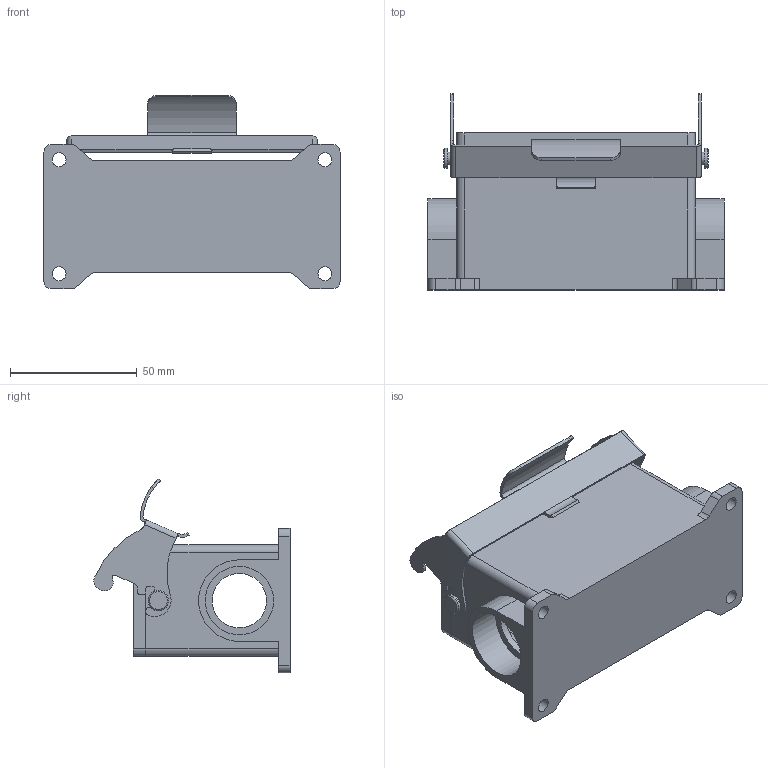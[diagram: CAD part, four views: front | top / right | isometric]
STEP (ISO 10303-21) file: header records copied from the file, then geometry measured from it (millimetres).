
FILE_DESCRIPTION (( 'STEP AP214' ), '1' );
FILE_NAME ('ZP-MC16B-2-SSM21M.STEP', '2011-11-21T14:10:18', ( '.adc' ), ( '' ), 'SwSTEP 2.0', 'SolidWorks 2011', '' );
FILE_SCHEMA (( 'AUTOMOTIVE_DESIGN' ));
Length unit declared in the file: millimetre
Products named in the file (1): ZP-MC16B-2-SSM21M
Bounding box: 117 x 77.43 x 76.46 mm (x, y, z)
Volume: 98651.8 mm3; surface area: 55014.8 mm2
Topology: 3 solids, 3 shells, 205 faces, 558 edges, 370 vertices
Faces by surface type: cylinder 110, plane 91, cone 4
Full cylindrical faces by diameter (mm): 3.3 x4, 4.669 x2, 5.5 x4, 8 x2, 21.5 x2, 27 x2
Entity records: 6919 total; most frequent: CARTESIAN_POINT 1268, DIRECTION 1128, ORIENTED_EDGE 1072, EDGE_CURVE 536, AXIS2_PLACEMENT_3D 410, VERTEX_POINT 368, LINE 308, VECTOR 308
